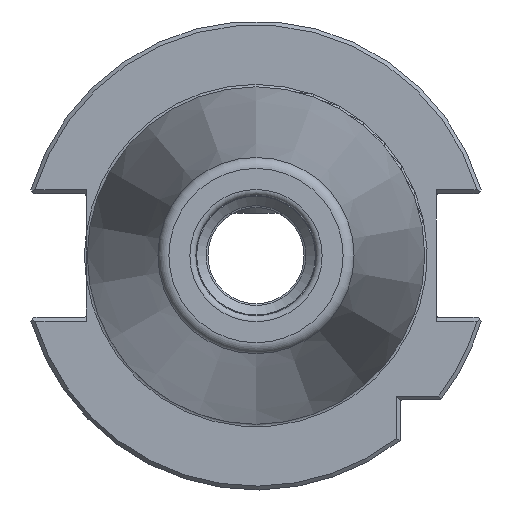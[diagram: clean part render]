
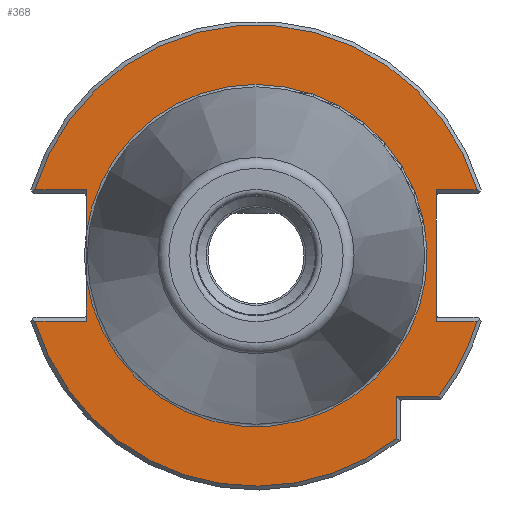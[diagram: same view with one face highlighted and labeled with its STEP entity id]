
A CAD part, left-side view. The second image highlights one B-rep face of the part: STEP entity #368.
In plain terms, the highlighted planar face has unit normal (-1, 0, 0).
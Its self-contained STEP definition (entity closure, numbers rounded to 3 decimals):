
#368 = ADVANCED_FACE( '', ( #775 ), #776, .T. );
#775 = FACE_OUTER_BOUND( '', #1183, .T. );
#776 = PLANE( '', #1184 );
#1183 = EDGE_LOOP( '', ( #2132, #2133, #2134, #2135, #2136, #2137, #2138, #2139, #2140, #2141, #2142, #2143, #2144 ) );
#1184 = AXIS2_PLACEMENT_3D( '', #2145, #2146, #2147 );
#2132 = ORIENTED_EDGE( '', *, *, #2260, .T. );
#2133 = ORIENTED_EDGE( '', *, *, #2603, .T. );
#2134 = ORIENTED_EDGE( '', *, *, #2600, .F. );
#2135 = ORIENTED_EDGE( '', *, *, #2523, .T. );
#2136 = ORIENTED_EDGE( '', *, *, #2536, .T. );
#2137 = ORIENTED_EDGE( '', *, *, #2561, .T. );
#2138 = ORIENTED_EDGE( '', *, *, #2485, .F. );
#2139 = ORIENTED_EDGE( '', *, *, #2597, .F. );
#2140 = ORIENTED_EDGE( '', *, *, #2483, .F. );
#2141 = ORIENTED_EDGE( '', *, *, #2510, .T. );
#2142 = ORIENTED_EDGE( '', *, *, #2604, .T. );
#2143 = ORIENTED_EDGE( '', *, *, #2339, .T. );
#2144 = ORIENTED_EDGE( '', *, *, #2579, .T. );
#2145 = CARTESIAN_POINT( '', ( 3.2, 0., 35.591 ) );
#2146 = DIRECTION( '', ( -1., 0., 0. ) );
#2147 = DIRECTION( '', ( 0., 0., 1. ) );
#2260 = EDGE_CURVE( '', #2669, #2675, #2677, .T. );
#2339 = EDGE_CURVE( '', #2805, #2811, #2813, .T. );
#2483 = EDGE_CURVE( '', #3020, #3022, #3023, .T. );
#2485 = EDGE_CURVE( '', #3024, #3010, #3026, .T. );
#2510 = EDGE_CURVE( '', #3020, #3057, #3059, .T. );
#2523 = EDGE_CURVE( '', #3077, #3074, #3078, .T. );
#2536 = EDGE_CURVE( '', #3074, #3092, #3094, .T. );
#2561 = EDGE_CURVE( '', #3092, #3010, #3129, .T. );
#2579 = EDGE_CURVE( '', #2811, #2669, #3148, .T. );
#2597 = EDGE_CURVE( '', #3022, #3024, #3169, .T. );
#2600 = EDGE_CURVE( '', #3077, #3172, #3173, .T. );
#2603 = EDGE_CURVE( '', #2675, #3172, #3176, .T. );
#2604 = EDGE_CURVE( '', #3057, #2805, #3177, .T. );
#2669 = VERTEX_POINT( '', #3283 );
#2675 = VERTEX_POINT( '', #3295 );
#2677 = CIRCLE( '', #3300, 47.95 );
#2805 = VERTEX_POINT( '', #3507 );
#2811 = VERTEX_POINT( '', #3517 );
#2813 = LINE( '', #3520, #3521 );
#3010 = VERTEX_POINT( '', #3813 );
#3020 = VERTEX_POINT( '', #3828 );
#3022 = VERTEX_POINT( '', #3831 );
#3023 = LINE( '', #3832, #3833 );
#3024 = VERTEX_POINT( '', #3834 );
#3026 = LINE( '', #3837, #3838 );
#3057 = VERTEX_POINT( '', #3969 );
#3059 = LINE( '', #3974, #3975 );
#3074 = VERTEX_POINT( '', #3994 );
#3077 = VERTEX_POINT( '', #4000 );
#3078 = LINE( '', #4001, #4002 );
#3092 = VERTEX_POINT( '', #4021 );
#3094 = CIRCLE( '', #4026, 47.95 );
#3129 = LINE( '', #4079, #4080 );
#3148 = LINE( '', #4111, #4112 );
#3169 = CIRCLE( '', #4229, 35.591 );
#3172 = VERTEX_POINT( '', #4232 );
#3173 = LINE( '', #4233, #4234 );
#3176 = LINE( '', #4238, #4239 );
#3177 = CIRCLE( '', #4240, 47.95 );
#3283 = CARTESIAN_POINT( '', ( 3.2, -38.034, -29.2 ) );
#3295 = CARTESIAN_POINT( '', ( 3.2, -45.966, -13.65 ) );
#3300 = AXIS2_PLACEMENT_3D( '', #4289, #4290, #4291 );
#3507 = CARTESIAN_POINT( '', ( 3.2, -29.2, -38.034 ) );
#3517 = CARTESIAN_POINT( '', ( 3.2, -29.2, -29.2 ) );
#3520 = CARTESIAN_POINT( '', ( 3.2, -29.2, -30. ) );
#3521 = VECTOR( '', #4374, 1000. );
#3813 = CARTESIAN_POINT( '', ( 3.2, 35.3, 13.65 ) );
#3828 = CARTESIAN_POINT( '', ( 3.2, 35.3, -13.65 ) );
#3831 = CARTESIAN_POINT( '', ( 3.2, 35.3, -4.543 ) );
#3832 = CARTESIAN_POINT( '', ( 3.2, 35.3, -12.85 ) );
#3833 = VECTOR( '', #4535, 1000. );
#3834 = CARTESIAN_POINT( '', ( 3.2, 35.3, 4.543 ) );
#3837 = CARTESIAN_POINT( '', ( 3.2, 35.3, -12.85 ) );
#3838 = VECTOR( '', #4537, 1000. );
#3969 = CARTESIAN_POINT( '', ( 3.2, 45.966, -13.65 ) );
#3974 = CARTESIAN_POINT( '', ( 3.2, 47.181, -13.65 ) );
#3975 = VECTOR( '', #4559, 1000. );
#3994 = CARTESIAN_POINT( '', ( 3.2, -45.966, 13.65 ) );
#4000 = CARTESIAN_POINT( '', ( 3.2, -37.5, 13.65 ) );
#4001 = CARTESIAN_POINT( '', ( 3.2, -47.181, 13.65 ) );
#4002 = VECTOR( '', #4573, 1000. );
#4021 = CARTESIAN_POINT( '', ( 3.2, 45.966, 13.65 ) );
#4026 = AXIS2_PLACEMENT_3D( '', #4585, #4586, #4587 );
#4079 = CARTESIAN_POINT( '', ( 3.2, 35.3, 13.65 ) );
#4080 = VECTOR( '', #4609, 1000. );
#4111 = CARTESIAN_POINT( '', ( 3.2, -38.616, -29.2 ) );
#4112 = VECTOR( '', #4624, 1000. );
#4229 = AXIS2_PLACEMENT_3D( '', #4638, #4639, #4640 );
#4232 = CARTESIAN_POINT( '', ( 3.2, -37.5, -13.65 ) );
#4233 = CARTESIAN_POINT( '', ( 3.2, -37.5, 12.85 ) );
#4234 = VECTOR( '', #4641, 1000. );
#4238 = CARTESIAN_POINT( '', ( 3.2, -37.5, -13.65 ) );
#4239 = VECTOR( '', #4643, 1000. );
#4240 = AXIS2_PLACEMENT_3D( '', #4644, #4645, #4646 );
#4289 = CARTESIAN_POINT( '', ( 3.2, 0., 0. ) );
#4290 = DIRECTION( '', ( -1., 0., 0. ) );
#4291 = DIRECTION( '', ( 0., 0., 1. ) );
#4374 = DIRECTION( '', ( 0., 0., 1. ) );
#4535 = DIRECTION( '', ( 0., 0., 1. ) );
#4537 = DIRECTION( '', ( 0., 0., 1. ) );
#4559 = DIRECTION( '', ( 0., 1., 0. ) );
#4573 = DIRECTION( '', ( 0., -1., 0. ) );
#4585 = CARTESIAN_POINT( '', ( 3.2, 0., 0. ) );
#4586 = DIRECTION( '', ( -1., 0., 0. ) );
#4587 = DIRECTION( '', ( 0., 0., 1. ) );
#4609 = DIRECTION( '', ( 0., -1., 0. ) );
#4624 = DIRECTION( '', ( 0., -1., 0. ) );
#4638 = CARTESIAN_POINT( '', ( 3.2, 0., 0. ) );
#4639 = DIRECTION( '', ( -1., 0., 0. ) );
#4640 = DIRECTION( '', ( 0., 0., 1. ) );
#4641 = DIRECTION( '', ( 0., 0., -1. ) );
#4643 = DIRECTION( '', ( 0., 1., 0. ) );
#4644 = CARTESIAN_POINT( '', ( 3.2, 0., 0. ) );
#4645 = DIRECTION( '', ( -1., 0., 0. ) );
#4646 = DIRECTION( '', ( 0., 0., 1. ) );
